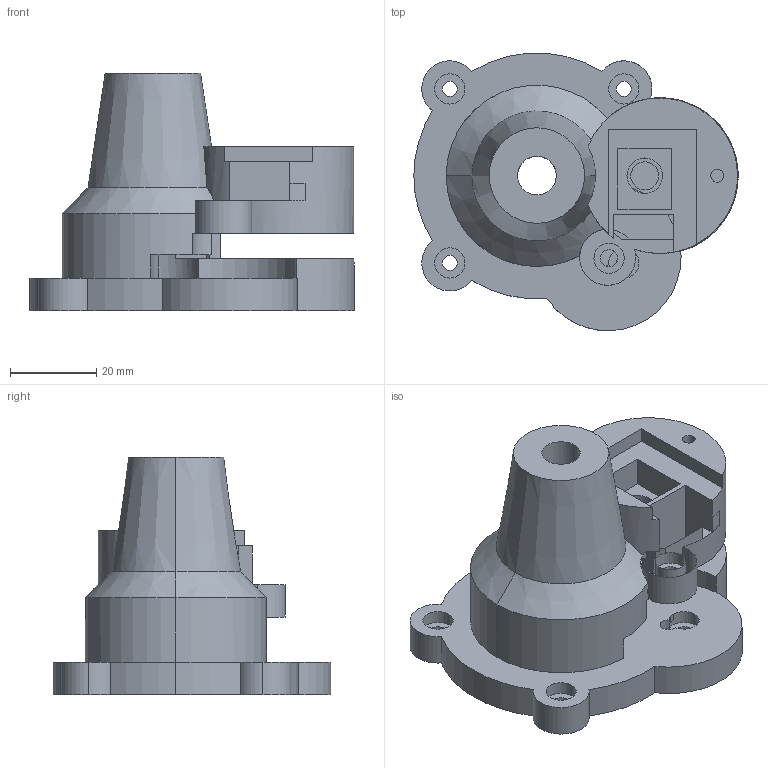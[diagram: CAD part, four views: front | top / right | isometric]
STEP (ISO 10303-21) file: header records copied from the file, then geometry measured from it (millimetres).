
FILE_DESCRIPTION (( 'STEP AP214' ), '1' );
FILE_NAME ('Torpedo_B_Case_V6_2gears-V1a.STEP', '2023-02-21T02:10:26', ( '' ), ( '' ), 'SwSTEP 2.0', 'SolidWorks 2013', '' );
FILE_SCHEMA (( 'AUTOMOTIVE_DESIGN' ));
Length unit declared in the file: millimetre
Products named in the file (1): Torpedo_B_Case_V6_2gears-V1a
Bounding box: 75.13 x 64.26 x 55 mm (x, y, z)
Volume: 67730.1 mm3; surface area: 21522.3 mm2
Topology: 1 solids, 4 shells, 137 faces, 362 edges, 240 vertices
Faces by surface type: cylinder 77, plane 44, bspline 10, cone 6
Entity records: 4485 total; most frequent: CARTESIAN_POINT 974, DIRECTION 753, ORIENTED_EDGE 724, EDGE_CURVE 362, AXIS2_PLACEMENT_3D 304, VERTEX_POINT 240, CIRCLE 176, EDGE_LOOP 162
